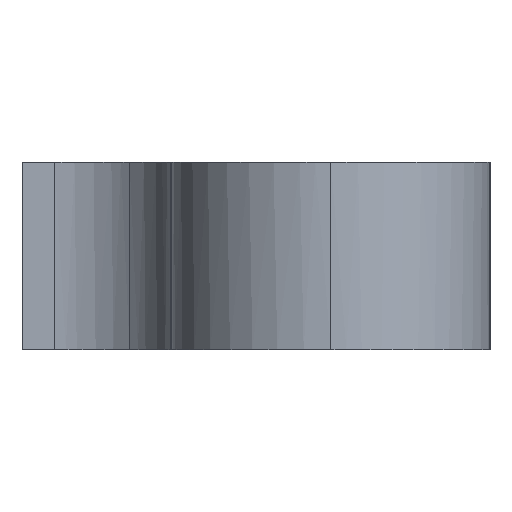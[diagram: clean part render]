
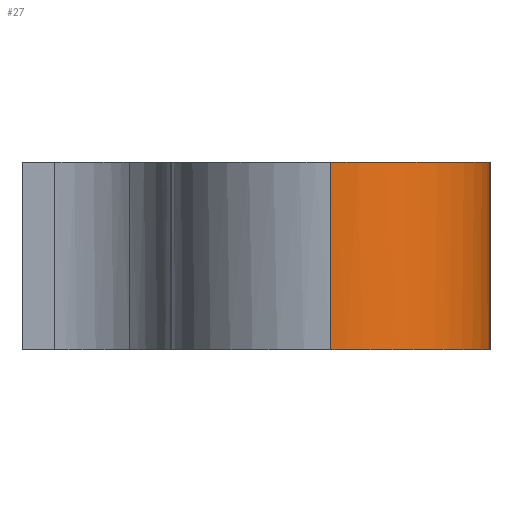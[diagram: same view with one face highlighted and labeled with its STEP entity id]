
A CAD part, front view. The second image highlights one B-rep face of the part: STEP entity #27.
In plain terms, the highlighted free-form (B-spline) face has degree [2, 1] with [3, 2] control points.
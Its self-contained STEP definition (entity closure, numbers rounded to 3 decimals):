
#27=ADVANCED_FACE($,(#93),#866,.T.);
#93=FACE_OUTER_BOUND($,#161,.T.);
#161=EDGE_LOOP($,(#290,#291,#292,#293));
#290=ORIENTED_EDGE($,*,*,#610,.F.);
#291=ORIENTED_EDGE($,*,*,#635,.F.);
#292=ORIENTED_EDGE($,*,*,#585,.F.);
#293=ORIENTED_EDGE($,*,*,#634,.T.);
#585=EDGE_CURVE($,#758,#759,#987,.T.);
#610=EDGE_CURVE($,#783,#784,#1012,.T.);
#634=EDGE_CURVE($,#758,#784,#932,.T.);
#635=EDGE_CURVE($,#759,#783,#1036,.T.);
#758=VERTEX_POINT($,#1692);
#759=VERTEX_POINT($,#1693);
#783=VERTEX_POINT($,#1717);
#784=VERTEX_POINT($,#1718);
#866=(
BOUNDED_SURFACE()
B_SPLINE_SURFACE(2,1,((#1619,#1620),(#1621,#1622),(#1623,#1624)),.UNSPECIFIED.,
.F.,.F.,.F.)
B_SPLINE_SURFACE_WITH_KNOTS((3,3),(2,2),(103.5,155.249),
(4.,44.),.UNSPECIFIED.)
GEOMETRIC_REPRESENTATION_ITEM()
RATIONAL_B_SPLINE_SURFACE(((1.,1.),(0.707,0.707),
(1.,1.)))
REPRESENTATION_ITEM($)
SURFACE()
);
#932=(
BOUNDED_CURVE()
B_SPLINE_CURVE(1,(#1566,#1567),.UNSPECIFIED.,.F.,.F.)
B_SPLINE_CURVE_WITH_KNOTS((2,2),(4.,44.),.UNSPECIFIED.)
CURVE()
GEOMETRIC_REPRESENTATION_ITEM()
RATIONAL_B_SPLINE_CURVE((1.,1.))
REPRESENTATION_ITEM($)
);
#987=B_SPLINE_CURVE_WITH_KNOTS($,3,(#1324,#1325,#1326,#1327,#1328,#1329,
#1330,#1331,#1332,#1333),.UNSPECIFIED.,.F.,.F.,(4,2,2,2,4),(53.359,
66.722,80.087,93.449,106.814),.UNSPECIFIED.);
#1012=B_SPLINE_CURVE_WITH_KNOTS($,3,(#1438,#1439,#1440,#1441,#1442,#1443,
#1444,#1445,#1446,#1447),.UNSPECIFIED.,.F.,.F.,(4,2,2,2,4),(0.,13.363,
26.727,40.09,53.455),.UNSPECIFIED.);
#1036=B_SPLINE_CURVE_WITH_KNOTS($,1,(#1568,#1569),.UNSPECIFIED.,.F.,.F.,
(2,2),(0.,40.),.UNSPECIFIED.);
#1324=CARTESIAN_POINT($,(66.,-752.5,20.));
#1325=CARTESIAN_POINT($,(70.465,-752.5,20.));
#1326=CARTESIAN_POINT($,(74.886,-751.621,20.));
#1327=CARTESIAN_POINT($,(83.136,-748.203,20.));
#1328=CARTESIAN_POINT($,(86.884,-745.699,20.));
#1329=CARTESIAN_POINT($,(93.199,-739.385,20.));
#1330=CARTESIAN_POINT($,(95.702,-735.637,20.));
#1331=CARTESIAN_POINT($,(99.12,-727.388,20.));
#1332=CARTESIAN_POINT($,(100.,-722.965,20.));
#1333=CARTESIAN_POINT($,(100.,-718.5,20.));
#1438=CARTESIAN_POINT($,(100.,-718.5,-20.));
#1439=CARTESIAN_POINT($,(100.,-722.965,-20.));
#1440=CARTESIAN_POINT($,(99.121,-727.386,-20.));
#1441=CARTESIAN_POINT($,(95.703,-735.636,-20.));
#1442=CARTESIAN_POINT($,(93.199,-739.384,-20.));
#1443=CARTESIAN_POINT($,(86.885,-745.699,-20.));
#1444=CARTESIAN_POINT($,(83.137,-748.202,-20.));
#1445=CARTESIAN_POINT($,(74.888,-751.62,-20.));
#1446=CARTESIAN_POINT($,(70.465,-752.5,-20.));
#1447=CARTESIAN_POINT($,(66.,-752.5,-20.));
#1566=CARTESIAN_POINT($,(66.,-752.5,20.));
#1567=CARTESIAN_POINT($,(66.,-752.5,-20.));
#1568=CARTESIAN_POINT($,(100.,-718.5,20.));
#1569=CARTESIAN_POINT($,(100.,-718.5,-20.));
#1619=CARTESIAN_POINT($,(100.,-718.5,20.));
#1620=CARTESIAN_POINT($,(100.,-718.5,-20.));
#1621=CARTESIAN_POINT($,(100.,-752.5,20.));
#1622=CARTESIAN_POINT($,(100.,-752.5,-20.));
#1623=CARTESIAN_POINT($,(66.,-752.5,20.));
#1624=CARTESIAN_POINT($,(66.,-752.5,-20.));
#1692=CARTESIAN_POINT($,(66.,-752.5,20.));
#1693=CARTESIAN_POINT($,(100.,-718.5,20.));
#1717=CARTESIAN_POINT($,(100.,-718.5,-20.));
#1718=CARTESIAN_POINT($,(66.,-752.5,-20.));
